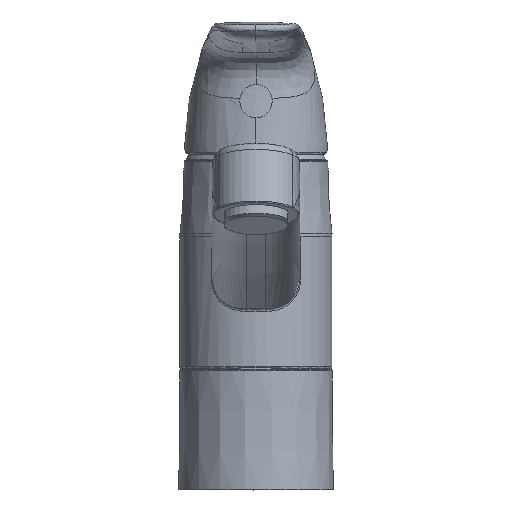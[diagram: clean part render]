
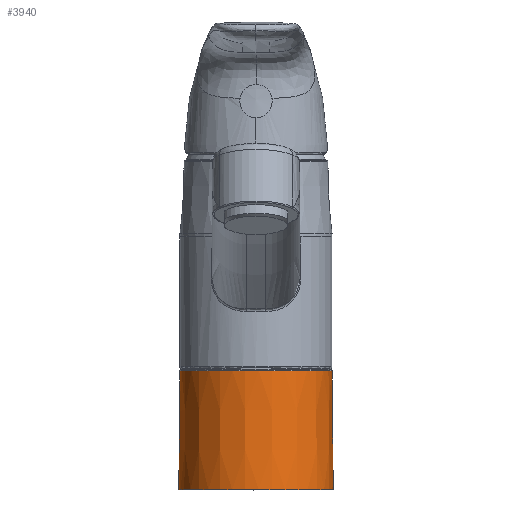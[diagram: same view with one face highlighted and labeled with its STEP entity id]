
A CAD part, top view. The second image highlights one B-rep face of the part: STEP entity #3940.
In plain terms, the highlighted conical face has half-angle 0.5 degrees and reference radius 26.5 mm.
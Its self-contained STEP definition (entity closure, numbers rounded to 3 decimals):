
#938 = CONICAL_SURFACE ( 'NONE', #8472, 26.5, 0.009 ) ;
#1100 = FACE_BOUND ( 'NONE', #8165, .T. ) ;
#1229 = DIRECTION ( 'NONE',  ( 0.999, 0., -0.035 ) ) ;
#1382 = FACE_OUTER_BOUND ( 'NONE', #8649, .T. ) ;
#2409 = EDGE_CURVE ( 'NONE', #8490, #8490, #6131, .T. ) ;
#2628 = CARTESIAN_POINT ( 'NONE',  ( 26.487, 41.403, -0.925 ) ) ;
#2936 = AXIS2_PLACEMENT_3D ( 'NONE', #10113, #4250, #3154 ) ;
#2960 = DIRECTION ( 'NONE',  ( 0., -1., 0. ) ) ;
#3154 = DIRECTION ( 'NONE',  ( 0.999, 0., -0.035 ) ) ;
#3940 = ADVANCED_FACE ( 'NONE', ( #1382, #1100 ), #938, .T. ) ;
#4250 = DIRECTION ( 'NONE',  ( 0., -1., 0. ) ) ;
#4463 = DIRECTION ( 'NONE',  ( 0., -1., 0. ) ) ;
#4477 = EDGE_CURVE ( 'NONE', #8354, #8354, #11157, .T. ) ;
#6131 = CIRCLE ( 'NONE', #2936, 26.503 ) ;
#7546 = ORIENTED_EDGE ( 'NONE', *, *, #2409, .T. ) ;
#7573 = ORIENTED_EDGE ( 'NONE', *, *, #4477, .F. ) ;
#8165 = EDGE_LOOP ( 'NONE', ( #7546 ) ) ;
#8354 = VERTEX_POINT ( 'NONE', #9626 ) ;
#8472 = AXIS2_PLACEMENT_3D ( 'NONE', #10270, #2960, #1229 ) ;
#8490 = VERTEX_POINT ( 'NONE', #2628 ) ;
#8649 = EDGE_LOOP ( 'NONE', ( #7573 ) ) ;
#9626 = CARTESIAN_POINT ( 'NONE',  ( -26.848, 0., 0.938 ) ) ;
#10113 = CARTESIAN_POINT ( 'NONE',  ( 0., 41.403, 0. ) ) ;
#10270 = CARTESIAN_POINT ( 'NONE',  ( 0., 41.8, 0. ) ) ;
#10361 = CARTESIAN_POINT ( 'NONE',  ( 0., 0., 0. ) ) ;
#11157 = CIRCLE ( 'NONE', #11561, 26.865 ) ;
#11250 = DIRECTION ( 'NONE',  ( -0.999, 0., 0.035 ) ) ;
#11561 = AXIS2_PLACEMENT_3D ( 'NONE', #10361, #4463, #11250 ) ;
